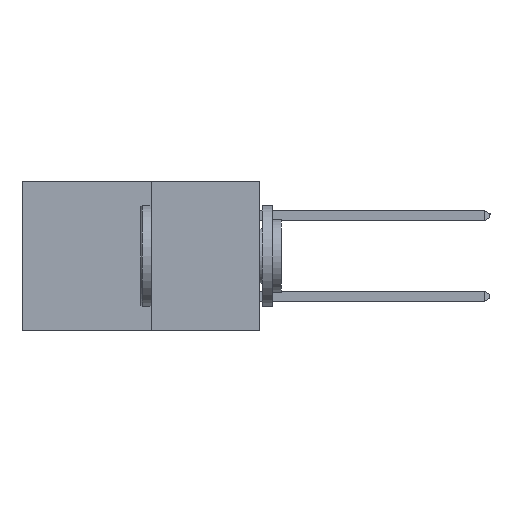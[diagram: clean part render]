
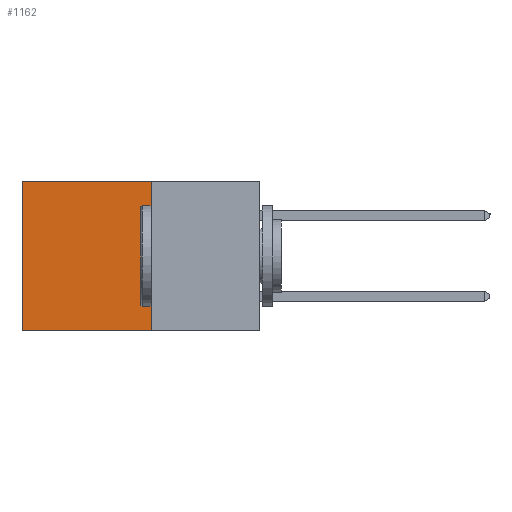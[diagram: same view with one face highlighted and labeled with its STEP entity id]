
A CAD part, left-side view. The second image highlights one B-rep face of the part: STEP entity #1162.
In plain terms, the highlighted planar face has unit normal (-1, 0, 0).
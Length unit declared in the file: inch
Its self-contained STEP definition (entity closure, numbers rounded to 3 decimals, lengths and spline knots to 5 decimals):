
#564 = EDGE_CURVE ( 'NONE', #7414, #5748, #13546, .T. ) ;
#681 = CARTESIAN_POINT ( 'NONE',  ( 0.277, 0.27, -0.37 ) ) ;
#1128 = CARTESIAN_POINT ( 'NONE',  ( 0.277, 0.59, -0.37 ) ) ;
#1143 = CARTESIAN_POINT ( 'NONE',  ( 0.277, 0.27, -0.37 ) ) ;
#1162 = ADVANCED_FACE ( 'NONE', ( #2612 ), #5291, .F. ) ;
#1325 = DIRECTION ( 'NONE',  ( 0., 1., 0. ) ) ;
#1493 = CARTESIAN_POINT ( 'NONE',  ( 0.277, 0.59, 0. ) ) ;
#1528 = DIRECTION ( 'NONE',  ( 0., 0., -1. ) ) ;
#2342 = VERTEX_POINT ( 'NONE', #8829 ) ;
#2477 = ORIENTED_EDGE ( 'NONE', *, *, #564, .F. ) ;
#2612 = FACE_OUTER_BOUND ( 'NONE', #10848, .T. ) ;
#2620 = LINE ( 'NONE', #11826, #11077 ) ;
#3426 = VERTEX_POINT ( 'NONE', #1493 ) ;
#4367 = DIRECTION ( 'NONE',  ( 0., 0., -1. ) ) ;
#5267 = DIRECTION ( 'NONE',  ( 0., 1., 0. ) ) ;
#5291 = PLANE ( 'NONE',  #14393 ) ;
#5748 = VERTEX_POINT ( 'NONE', #1128 ) ;
#6358 = LINE ( 'NONE', #12919, #14364 ) ;
#7414 = VERTEX_POINT ( 'NONE', #681 ) ;
#8558 = CARTESIAN_POINT ( 'NONE',  ( 0.277, 0.27, -0.37 ) ) ;
#8703 = DIRECTION ( 'NONE',  ( 1., 0., 0. ) ) ;
#8829 = CARTESIAN_POINT ( 'NONE',  ( 0.277, 0.27, 0. ) ) ;
#9557 = LINE ( 'NONE', #9978, #11850 ) ;
#9978 = CARTESIAN_POINT ( 'NONE',  ( 0.277, 0.27, 0. ) ) ;
#10532 = VECTOR ( 'NONE', #1325, 39.37008 ) ;
#10547 = ORIENTED_EDGE ( 'NONE', *, *, #10592, .T. ) ;
#10592 = EDGE_CURVE ( 'NONE', #3426, #5748, #2620, .T. ) ;
#10738 = ORIENTED_EDGE ( 'NONE', *, *, #13991, .T. ) ;
#10848 = EDGE_LOOP ( 'NONE', ( #10547, #2477, #14601, #10738 ) ) ;
#11077 = VECTOR ( 'NONE', #14082, 39.37008 ) ;
#11826 = CARTESIAN_POINT ( 'NONE',  ( 0.277, 0.59, -0.37 ) ) ;
#11850 = VECTOR ( 'NONE', #5267, 39.37008 ) ;
#11935 = EDGE_CURVE ( 'NONE', #2342, #7414, #6358, .T. ) ;
#12919 = CARTESIAN_POINT ( 'NONE',  ( 0.277, 0.27, -0.37 ) ) ;
#13546 = LINE ( 'NONE', #1143, #10532 ) ;
#13991 = EDGE_CURVE ( 'NONE', #2342, #3426, #9557, .T. ) ;
#14082 = DIRECTION ( 'NONE',  ( 0., 0., -1. ) ) ;
#14364 = VECTOR ( 'NONE', #1528, 39.37008 ) ;
#14393 = AXIS2_PLACEMENT_3D ( 'NONE', #8558, #8703, #4367 ) ;
#14601 = ORIENTED_EDGE ( 'NONE', *, *, #11935, .F. ) ;
